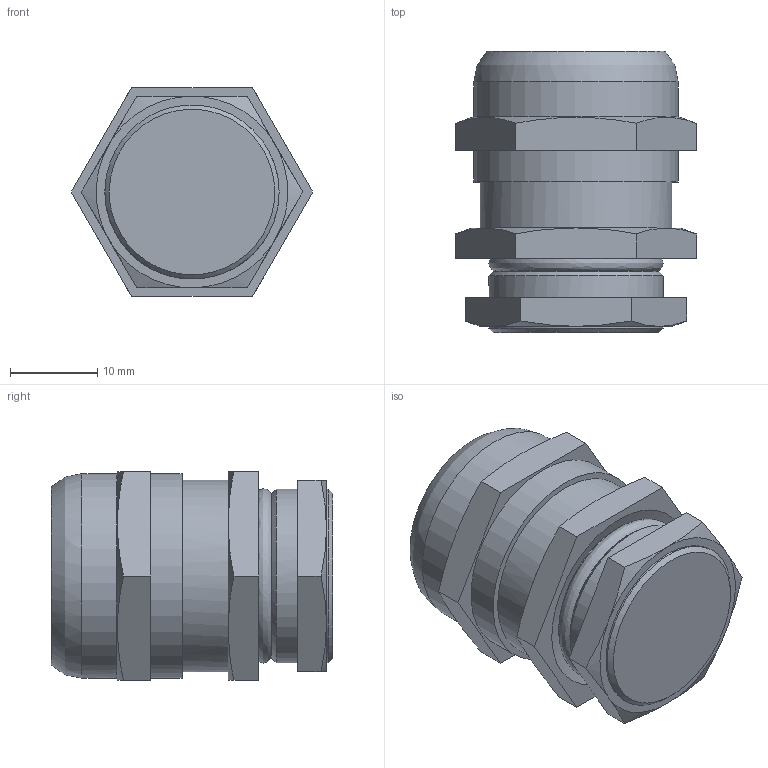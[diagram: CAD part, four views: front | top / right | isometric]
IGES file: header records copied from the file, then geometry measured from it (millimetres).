
Global section: file name: M20(10-14); native system: Autodesk Inventor 2015; preprocessor: unknown; author: Qwa7-112; date: 20160706.094312; units: centimetre
Bounding box: 27.71 x 32.29 x 24 mm (x, y, z)
Volume: 13266 mm3; surface area: 3781.5 mm2
Topology: 1 solids, 1 shells, 53 faces, 127 edges, 83 vertices
Faces by surface type: bspline 53
